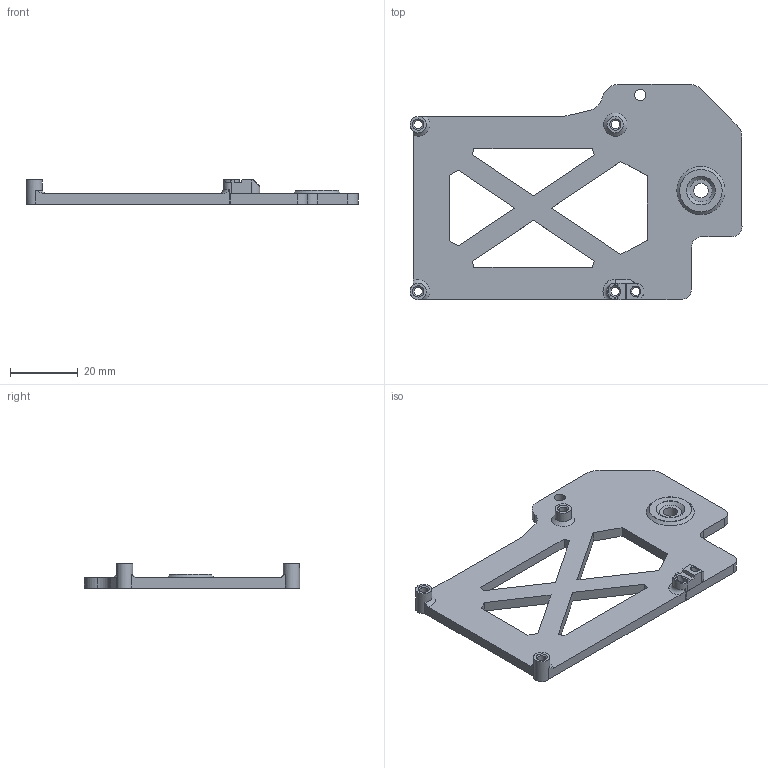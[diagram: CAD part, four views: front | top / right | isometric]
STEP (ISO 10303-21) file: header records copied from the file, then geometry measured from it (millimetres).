
FILE_DESCRIPTION(/* description */ (''),/* implementation_level */ '2;1');
FILE_NAME(/* name */ 'RPI 90Deg Mount.step',/* time_stamp */ '2026-01-03T09:32:39Z',/* author */ (''),/* organization */ (''),/* preprocessor_version */ 'ST-DEVELOPER v20.1',/* originating_system */ 'Autodesk Translation Framework v14.21.0.0',/* authorisation */ '');
FILE_SCHEMA (('AUTOMOTIVE_DESIGN { 1 0 10303 214 3 1 1 }'));
Length unit declared in the file: millimetre
Products named in the file (1): (Unsaved)
Bounding box: 97.72 x 63.35 x 7.14 mm (x, y, z)
Volume: 12454.3 mm3; surface area: 10417.7 mm2
Topology: 1 solids, 1 shells, 95 faces, 273 edges, 181 vertices
Faces by surface type: plane 58, cylinder 22, cone 13, torus 1, bspline 1
Full cylindrical faces by diameter (mm): 2.5 x5, 3.3 x1, 4.3 x1, 4.8 x3, 8.425 x1, 12.484 x1
Entity records: 3507 total; most frequent: CARTESIAN_POINT 903, ORIENTED_EDGE 546, DIRECTION 528, EDGE_CURVE 273, AXIS2_PLACEMENT_3D 183, VERTEX_POINT 181, LINE 162, VECTOR 162
